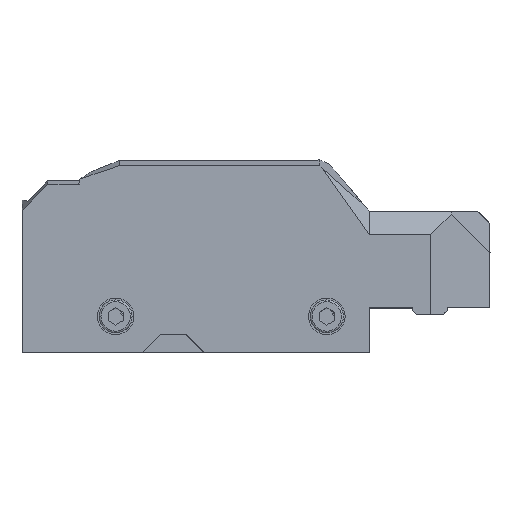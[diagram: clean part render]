
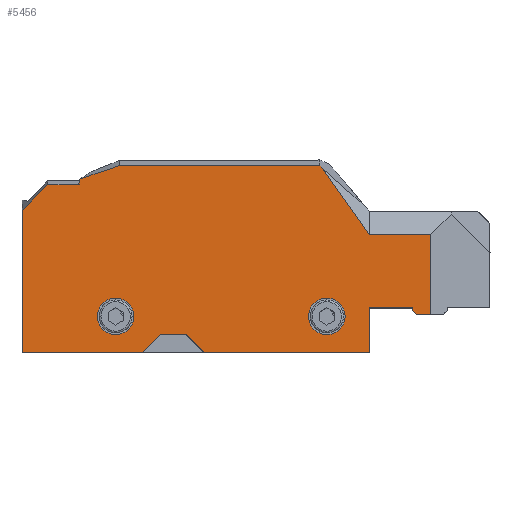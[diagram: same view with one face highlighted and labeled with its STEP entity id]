
A CAD part, left-side view. The second image highlights one B-rep face of the part: STEP entity #5456.
In plain terms, the highlighted planar face has unit normal (-1, 0, 0).
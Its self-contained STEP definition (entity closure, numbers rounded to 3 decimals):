
#183=FACE_BOUND('',#981,.T.);
#184=FACE_BOUND('',#982,.T.);
#335=PLANE('',#5958);
#661=FACE_OUTER_BOUND('',#980,.T.);
#980=EDGE_LOOP('',(#4743,#4744,#4745,#4746,#4747,#4748,#4749,#4750,#4751,
#4752,#4753,#4754,#4755,#4756,#4757,#4758,#4759,#4760,#4761,#4762,#4763));
#981=EDGE_LOOP('',(#4764));
#982=EDGE_LOOP('',(#4765));
#1228=LINE('',#8133,#1761);
#1262=LINE('',#8210,#1795);
#1298=LINE('',#8297,#1831);
#1362=LINE('',#8519,#1895);
#1365=LINE('',#8526,#1898);
#1367=LINE('',#8530,#1900);
#1369=LINE('',#8533,#1902);
#1373=LINE('',#8549,#1906);
#1379=LINE('',#8571,#1912);
#1383=LINE('',#8577,#1916);
#1400=LINE('',#8630,#1933);
#1459=LINE('',#9040,#1992);
#1483=LINE('',#9116,#2016);
#1488=LINE('',#9127,#2021);
#1490=LINE('',#9131,#2023);
#1492=LINE('',#9135,#2025);
#1494=LINE('',#9138,#2027);
#1495=LINE('',#9141,#2028);
#1496=LINE('',#9142,#2029);
#1497=LINE('',#9143,#2030);
#1498=LINE('',#9144,#2031);
#1761=VECTOR('',#6546,10.);
#1795=VECTOR('',#6600,10.);
#1831=VECTOR('',#6652,10.);
#1895=VECTOR('',#6854,10.);
#1898=VECTOR('',#6861,10.);
#1900=VECTOR('',#6865,10.);
#1902=VECTOR('',#6869,10.);
#1906=VECTOR('',#6883,10.);
#1912=VECTOR('',#6907,10.);
#1916=VECTOR('',#6913,10.);
#1933=VECTOR('',#6962,10.);
#1992=VECTOR('',#7187,10.);
#2016=VECTOR('',#7245,10.);
#2021=VECTOR('',#7254,10.);
#2023=VECTOR('',#7258,10.);
#2025=VECTOR('',#7262,10.);
#2027=VECTOR('',#7266,10.);
#2028=VECTOR('',#7269,10.);
#2029=VECTOR('',#7270,10.);
#2030=VECTOR('',#7271,10.);
#2031=VECTOR('',#7272,10.);
#2227=CIRCLE('',#5799,3.05);
#2250=CIRCLE('',#5851,3.05);
#2477=VERTEX_POINT('',#8130);
#2478=VERTEX_POINT('',#8132);
#2510=VERTEX_POINT('',#8207);
#2511=VERTEX_POINT('',#8209);
#2546=VERTEX_POINT('',#8293);
#2548=VERTEX_POINT('',#8296);
#2604=VERTEX_POINT('',#8467);
#2621=VERTEX_POINT('',#8516);
#2622=VERTEX_POINT('',#8518);
#2624=VERTEX_POINT('',#8525);
#2625=VERTEX_POINT('',#8529);
#2631=VERTEX_POINT('',#8546);
#2632=VERTEX_POINT('',#8548);
#2639=VERTEX_POINT('',#8570);
#2658=VERTEX_POINT('',#8623);
#2660=VERTEX_POINT('',#8629);
#2730=VERTEX_POINT('',#9038);
#2746=VERTEX_POINT('',#9114);
#2749=VERTEX_POINT('',#9124);
#2750=VERTEX_POINT('',#9126);
#2751=VERTEX_POINT('',#9130);
#2752=VERTEX_POINT('',#9134);
#2753=VERTEX_POINT('',#9140);
#3074=EDGE_CURVE('',#2477,#2478,#1228,.T.);
#3111=EDGE_CURVE('',#2511,#2510,#1262,.T.);
#3151=EDGE_CURVE('',#2548,#2546,#1298,.T.);
#3230=EDGE_CURVE('',#2604,#2604,#2227,.T.);
#3255=EDGE_CURVE('',#2622,#2621,#1362,.T.);
#3259=EDGE_CURVE('',#2624,#2622,#1365,.T.);
#3261=EDGE_CURVE('',#2625,#2624,#1367,.T.);
#3263=EDGE_CURVE('',#2477,#2625,#1369,.T.);
#3270=EDGE_CURVE('',#2632,#2631,#1373,.T.);
#3281=EDGE_CURVE('',#2639,#2478,#1379,.T.);
#3285=EDGE_CURVE('',#2631,#2639,#1383,.T.);
#3308=EDGE_CURVE('',#2658,#2658,#2250,.T.);
#3310=EDGE_CURVE('',#2660,#2632,#1400,.T.);
#3424=EDGE_CURVE('',#2621,#2730,#1459,.T.);
#3457=EDGE_CURVE('',#2546,#2746,#1483,.T.);
#3462=EDGE_CURVE('',#2750,#2749,#1488,.T.);
#3464=EDGE_CURVE('',#2751,#2730,#1490,.T.);
#3466=EDGE_CURVE('',#2752,#2751,#1492,.T.);
#3468=EDGE_CURVE('',#2548,#2752,#1494,.T.);
#3469=EDGE_CURVE('',#2746,#2753,#1495,.T.);
#3470=EDGE_CURVE('',#2750,#2753,#1496,.T.);
#3471=EDGE_CURVE('',#2749,#2511,#1497,.T.);
#3472=EDGE_CURVE('',#2660,#2510,#1498,.T.);
#4743=ORIENTED_EDGE('',*,*,#3281,.T.);
#4744=ORIENTED_EDGE('',*,*,#3074,.F.);
#4745=ORIENTED_EDGE('',*,*,#3263,.T.);
#4746=ORIENTED_EDGE('',*,*,#3261,.T.);
#4747=ORIENTED_EDGE('',*,*,#3259,.T.);
#4748=ORIENTED_EDGE('',*,*,#3255,.T.);
#4749=ORIENTED_EDGE('',*,*,#3424,.T.);
#4750=ORIENTED_EDGE('',*,*,#3464,.F.);
#4751=ORIENTED_EDGE('',*,*,#3466,.F.);
#4752=ORIENTED_EDGE('',*,*,#3468,.F.);
#4753=ORIENTED_EDGE('',*,*,#3151,.T.);
#4754=ORIENTED_EDGE('',*,*,#3457,.T.);
#4755=ORIENTED_EDGE('',*,*,#3469,.T.);
#4756=ORIENTED_EDGE('',*,*,#3470,.F.);
#4757=ORIENTED_EDGE('',*,*,#3462,.T.);
#4758=ORIENTED_EDGE('',*,*,#3471,.T.);
#4759=ORIENTED_EDGE('',*,*,#3111,.T.);
#4760=ORIENTED_EDGE('',*,*,#3472,.F.);
#4761=ORIENTED_EDGE('',*,*,#3310,.T.);
#4762=ORIENTED_EDGE('',*,*,#3270,.T.);
#4763=ORIENTED_EDGE('',*,*,#3285,.T.);
#4764=ORIENTED_EDGE('',*,*,#3230,.T.);
#4765=ORIENTED_EDGE('',*,*,#3308,.F.);
#5456=ADVANCED_FACE('',(#661,#183,#184),#335,.T.);
#5799=AXIS2_PLACEMENT_3D('',#8468,#6805,#6806);
#5851=AXIS2_PLACEMENT_3D('',#8625,#6957,#6958);
#5958=AXIS2_PLACEMENT_3D('',#9139,#7267,#7268);
#6546=DIRECTION('',(0.,0.,-1.));
#6600=DIRECTION('',(0.,0.,-1.));
#6652=DIRECTION('',(0.,0.695,0.719));
#6805=DIRECTION('center_axis',(1.,0.,0.));
#6806=DIRECTION('ref_axis',(0.,0.,1.));
#6854=DIRECTION('',(0.,-1.,0.));
#6861=DIRECTION('',(0.,-0.707,-0.707));
#6865=DIRECTION('',(0.,0.,-1.));
#6869=DIRECTION('',(0.,-1.,0.));
#6883=DIRECTION('',(0.,-1.,0.));
#6907=DIRECTION('',(0.,-1.,0.));
#6913=DIRECTION('',(0.,-0.707,-0.707));
#6957=DIRECTION('center_axis',(-1.,0.,0.));
#6958=DIRECTION('ref_axis',(0.,1.,0.));
#6962=DIRECTION('',(0.,-0.707,0.707));
#7187=DIRECTION('',(0.,0.,1.));
#7245=DIRECTION('',(0.,1.,0.));
#7254=DIRECTION('',(0.,1.,0.));
#7258=DIRECTION('',(0.,-1.,0.));
#7262=DIRECTION('',(0.,0.,-1.));
#7266=DIRECTION('',(0.,-0.577,-0.816));
#7267=DIRECTION('center_axis',(-1.,0.,0.));
#7268=DIRECTION('ref_axis',(0.,-1.,0.));
#7269=DIRECTION('',(0.,0.945,-0.326));
#7270=DIRECTION('',(0.,-0.238,0.971));
#7271=DIRECTION('',(0.,0.695,-0.719));
#7272=DIRECTION('',(0.,1.,0.));
#8130=CARTESIAN_POINT('',(-29.869,-54.145,0.387));
#8132=CARTESIAN_POINT('',(-29.869,-54.145,-7.));
#8133=CARTESIAN_POINT('',(-29.869,-54.145,4.852));
#8207=CARTESIAN_POINT('',(-29.869,3.755,-7.));
#8209=CARTESIAN_POINT('',(-29.869,3.755,16.531));
#8210=CARTESIAN_POINT('',(-29.869,3.755,0.153));
#8293=CARTESIAN_POINT('',(-29.869,-45.877,24.139));
#8296=CARTESIAN_POINT('',(-29.869,-46.179,23.827));
#8297=CARTESIAN_POINT('',(-29.869,-45.095,24.949));
#8467=CARTESIAN_POINT('',(-29.869,-47.045,-4.05));
#8468=CARTESIAN_POINT('Origin',(-29.869,-47.045,-1.));
#8516=CARTESIAN_POINT('',(-29.869,-64.311,-0.613));
#8518=CARTESIAN_POINT('',(-29.869,-61.945,-0.613));
#8519=CARTESIAN_POINT('',(-29.869,-48.295,-0.613));
#8525=CARTESIAN_POINT('',(-29.869,-61.345,-0.013));
#8526=CARTESIAN_POINT('',(-29.869,-52.672,8.66));
#8529=CARTESIAN_POINT('',(-29.869,-61.345,0.387));
#8530=CARTESIAN_POINT('',(-29.869,-61.345,4.783));
#8533=CARTESIAN_POINT('',(-29.869,-44.645,0.387));
#8546=CARTESIAN_POINT('',(-29.869,-23.586,-4.));
#8548=CARTESIAN_POINT('',(-29.869,-19.303,-4.));
#8549=CARTESIAN_POINT('',(-29.869,-20.979,-4.));
#8570=CARTESIAN_POINT('',(-29.869,-26.586,-7.));
#8571=CARTESIAN_POINT('',(-29.869,-54.045,-7.));
#8577=CARTESIAN_POINT('',(-29.869,-20.369,-0.782));
#8623=CARTESIAN_POINT('',(-29.869,-14.895,-1.));
#8625=CARTESIAN_POINT('Origin',(-29.869,-11.845,-1.));
#8629=CARTESIAN_POINT('',(-29.869,-16.303,-7.));
#8630=CARTESIAN_POINT('',(-29.869,-22.579,-0.724));
#9038=CARTESIAN_POINT('',(-29.869,-64.311,12.57));
#9040=CARTESIAN_POINT('',(-29.869,-64.311,4.283));
#9114=CARTESIAN_POINT('',(-29.869,-12.445,24.139));
#9116=CARTESIAN_POINT('',(-29.869,-21.461,24.139));
#9124=CARTESIAN_POINT('',(-29.869,-0.526,20.963));
#9126=CARTESIAN_POINT('',(-29.869,-5.67,20.963));
#9127=CARTESIAN_POINT('',(-29.869,-5.495,20.963));
#9130=CARTESIAN_POINT('',(-29.869,-54.12,12.57));
#9131=CARTESIAN_POINT('',(-29.869,-28.403,12.57));
#9134=CARTESIAN_POINT('',(-29.869,-54.12,12.596));
#9135=CARTESIAN_POINT('',(-29.869,-54.12,13.104));
#9138=CARTESIAN_POINT('',(-29.869,-45.806,24.354));
#9139=CARTESIAN_POINT('Origin',(-29.869,-21.561,9.704));
#9140=CARTESIAN_POINT('',(-29.869,-5.894,21.879));
#9141=CARTESIAN_POINT('',(-29.869,-12.871,24.286));
#9142=CARTESIAN_POINT('',(-29.869,-5.628,20.792));
#9143=CARTESIAN_POINT('',(-29.869,5.868,14.344));
#9144=CARTESIAN_POINT('',(-29.869,-15.32,-7.));
